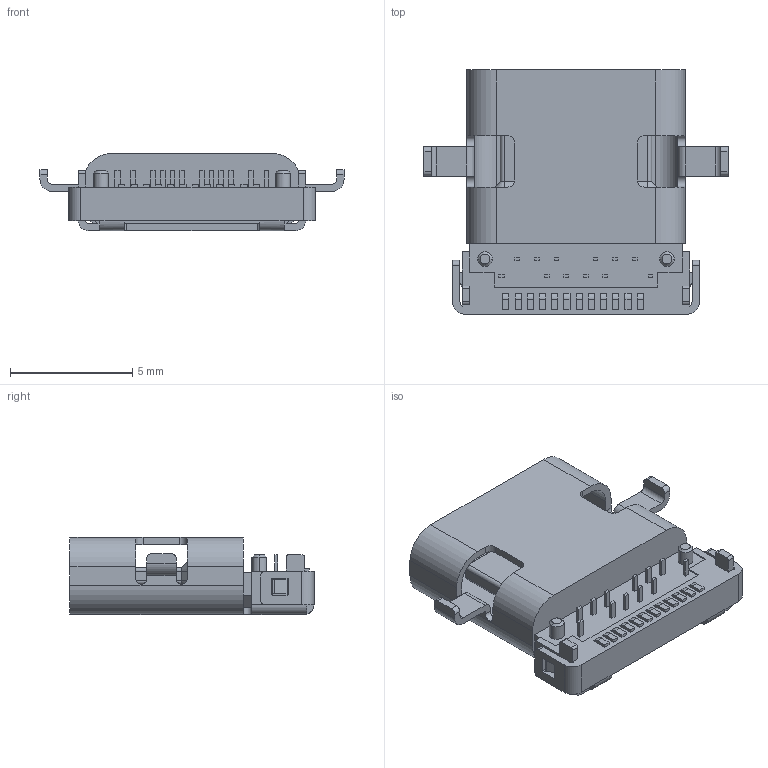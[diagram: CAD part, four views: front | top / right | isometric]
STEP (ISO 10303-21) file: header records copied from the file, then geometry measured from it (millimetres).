
FILE_DESCRIPTION((''),'2;1');
FILE_NAME('USBC001-A-F24S1BR_AFTER','2019-03-20T',('Administrator'),(''),'PRO/ENGINEER BY PARAMETRIC TECHNOLOGY CORPORATION, 2012090','PRO/ENGINEER BY PARAMETRIC TECHNOLOGY CORPORATION, 2012090','');
FILE_SCHEMA(('CONFIG_CONTROL_DESIGN'));
Length unit declared in the file: millimetre
Products named in the file (1): USBC001-A-F24S1BR_AFTER
Bounding box: 12.45 x 10 x 3.16 mm (x, y, z)
Volume: 133.4 mm3; surface area: 496.2 mm2
Topology: 1 solids, 1 shells, 326 faces, 856 edges, 554 vertices
Faces by surface type: plane 230, cylinder 84, cone 12
Entity records: 10000 total; most frequent: CARTESIAN_POINT 1736, ORIENTED_EDGE 1712, DIRECTION 1686, EDGE_CURVE 856, VECTOR 678, LINE 678, VERTEX_POINT 554, AXIS2_PLACEMENT_3D 504
